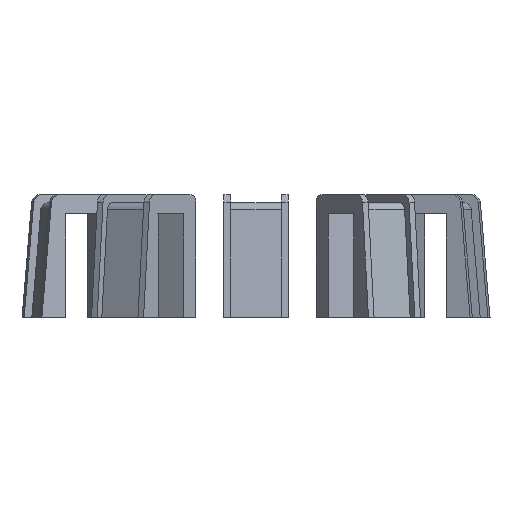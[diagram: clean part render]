
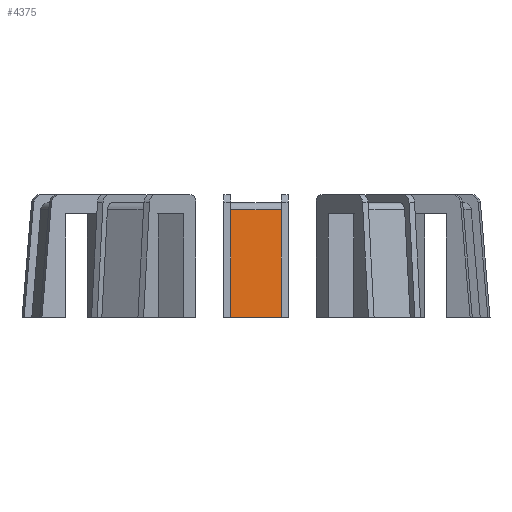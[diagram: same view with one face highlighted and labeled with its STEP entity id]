
A CAD part, front view. The second image highlights one B-rep face of the part: STEP entity #4375.
In plain terms, the highlighted free-form (B-spline) face has degree [3, 1] with [6, 2] control points.
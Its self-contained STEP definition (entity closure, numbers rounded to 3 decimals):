
#33=B_SPLINE_SURFACE_WITH_KNOTS('',3,1,((#6331,#6332),(#6333,#6334),(#6335,
#6336),(#6337,#6338),(#6339,#6340),(#6341,#6342)),.UNSPECIFIED.,.F.,.F.,
 .F.,(4,2,4),(2,2),(-2.021,-1.091,-0.008),
(0.,1.442),.UNSPECIFIED.);
#125=FACE_OUTER_BOUND('',#365,.T.);
#365=EDGE_LOOP('',(#2981,#2982,#2983,#2984));
#583=B_SPLINE_CURVE_WITH_KNOTS('',3,(#6206,#6207,#6208,#6209,#6210,#6211),
 .UNSPECIFIED.,.F.,.F.,(4,2,4),(-2.021,-1.091,-0.008),
 .UNSPECIFIED.);
#584=B_SPLINE_CURVE_WITH_KNOTS('',3,(#6263,#6264,#6265,#6266,#6267,#6268),
 .UNSPECIFIED.,.F.,.F.,(4,2,4),(0.008,1.091,2.021),
 .UNSPECIFIED.);
#745=LINE('',#6257,#1265);
#774=LINE('',#6330,#1294);
#1265=VECTOR('',#5024,10.);
#1294=VECTOR('',#5087,10.);
#1770=VERTEX_POINT('',#6203);
#1771=VERTEX_POINT('',#6205);
#1785=VERTEX_POINT('',#6256);
#1787=VERTEX_POINT('',#6262);
#2210=EDGE_CURVE('',#1771,#1770,#583,.T.);
#2233=EDGE_CURVE('',#1785,#1771,#745,.F.);
#2236=EDGE_CURVE('',#1787,#1785,#584,.T.);
#2268=EDGE_CURVE('',#1770,#1787,#774,.T.);
#2981=ORIENTED_EDGE('',*,*,#2210,.T.);
#2982=ORIENTED_EDGE('',*,*,#2268,.T.);
#2983=ORIENTED_EDGE('',*,*,#2236,.T.);
#2984=ORIENTED_EDGE('',*,*,#2233,.T.);
#4375=ADVANCED_FACE('',(#125),#33,.T.);
#5024=DIRECTION('',(1.,0.,0.));
#5087=DIRECTION('',(1.,0.,0.));
#6203=CARTESIAN_POINT('',(-4.709,-42.475,44.641));
#6205=CARTESIAN_POINT('',(-4.709,-40.711,64.697));
#6206=CARTESIAN_POINT('Ctrl Pts',(-4.709,-40.711,64.697));
#6207=CARTESIAN_POINT('Ctrl Pts',(-4.709,-40.983,61.611));
#6208=CARTESIAN_POINT('Ctrl Pts',(-4.709,-41.254,58.524));
#6209=CARTESIAN_POINT('Ctrl Pts',(-4.709,-41.842,51.839));
#6210=CARTESIAN_POINT('Ctrl Pts',(-4.709,-42.158,48.239));
#6211=CARTESIAN_POINT('Ctrl Pts',(-4.709,-42.475,44.641));
#6256=CARTESIAN_POINT('',(4.709,-40.711,64.697));
#6257=CARTESIAN_POINT('',(-4.709,-40.711,64.697));
#6262=CARTESIAN_POINT('',(4.709,-42.475,44.641));
#6263=CARTESIAN_POINT('Ctrl Pts',(4.709,-42.475,44.641));
#6264=CARTESIAN_POINT('Ctrl Pts',(4.709,-42.158,48.239));
#6265=CARTESIAN_POINT('Ctrl Pts',(4.709,-41.842,51.839));
#6266=CARTESIAN_POINT('Ctrl Pts',(4.709,-41.254,58.524));
#6267=CARTESIAN_POINT('Ctrl Pts',(4.709,-40.983,61.611));
#6268=CARTESIAN_POINT('Ctrl Pts',(4.709,-40.711,64.697));
#6330=CARTESIAN_POINT('',(0.,-42.475,44.641));
#6331=CARTESIAN_POINT('Ctrl Pts',(-6.009,-40.711,64.697));
#6332=CARTESIAN_POINT('Ctrl Pts',(8.413,-40.711,64.697));
#6333=CARTESIAN_POINT('Ctrl Pts',(-6.009,-40.983,61.611));
#6334=CARTESIAN_POINT('Ctrl Pts',(8.413,-40.983,61.611));
#6335=CARTESIAN_POINT('Ctrl Pts',(-6.009,-41.254,58.524));
#6336=CARTESIAN_POINT('Ctrl Pts',(8.413,-41.254,58.524));
#6337=CARTESIAN_POINT('Ctrl Pts',(-6.009,-41.842,51.839));
#6338=CARTESIAN_POINT('Ctrl Pts',(8.413,-41.842,51.839));
#6339=CARTESIAN_POINT('Ctrl Pts',(-6.009,-42.158,48.239));
#6340=CARTESIAN_POINT('Ctrl Pts',(8.413,-42.158,48.239));
#6341=CARTESIAN_POINT('Ctrl Pts',(-6.009,-42.475,44.641));
#6342=CARTESIAN_POINT('Ctrl Pts',(8.413,-42.475,44.641));
